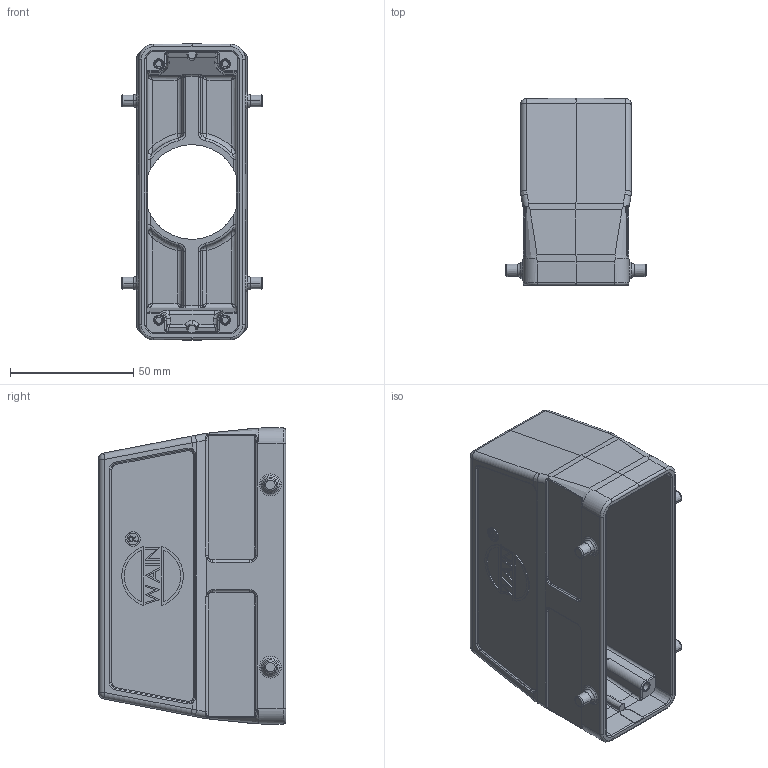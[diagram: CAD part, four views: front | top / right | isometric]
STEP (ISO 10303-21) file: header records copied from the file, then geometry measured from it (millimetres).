
FILE_DESCRIPTION((''),'2;1');
FILE_NAME('3D_1110244305004-H24B-TEH-4B-M3','2019-05-29T',('zl.chen'),(''),'PRO/ENGINEER BY PARAMETRIC TECHNOLOGY CORPORATION, 2013430','PRO/ENGINEER BY PARAMETRIC TECHNOLOGY CORPORATION, 2013430','');
FILE_SCHEMA(('CONFIG_CONTROL_DESIGN','SHAPE_APPEARANCE_LAYERS_GROUPS'));
Length unit declared in the file: millimetre
Products named in the file (1): 3D_1110244305004-H24B-TEH-4B-M3
Bounding box: 57 x 76 x 120.2 mm (x, y, z)
Volume: 89269.2 mm3; surface area: 52291.1 mm2
Topology: 1 solids, 1 shells, 716 faces, 1753 edges, 1048 vertices
Faces by surface type: plane 236, cylinder 195, bspline 136, torus 85, cone 46, extrusion 10, sphere 8
Entity records: 29122 total; most frequent: CARTESIAN_POINT 13150, ORIENTED_EDGE 3450, DIRECTION 2988, EDGE_CURVE 1725, AXIS2_PLACEMENT_3D 1097, VERTEX_POINT 1048, VECTOR 794, LINE 784
